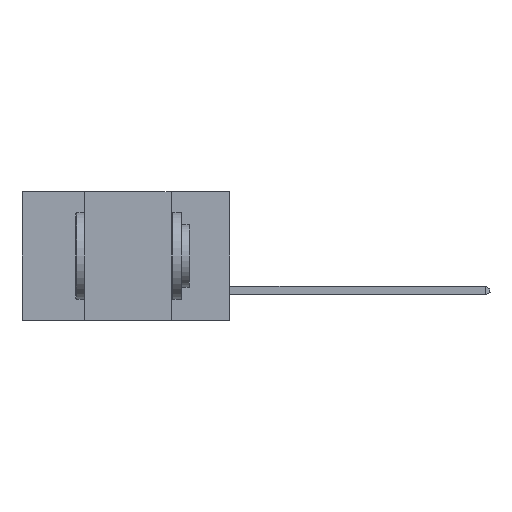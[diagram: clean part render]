
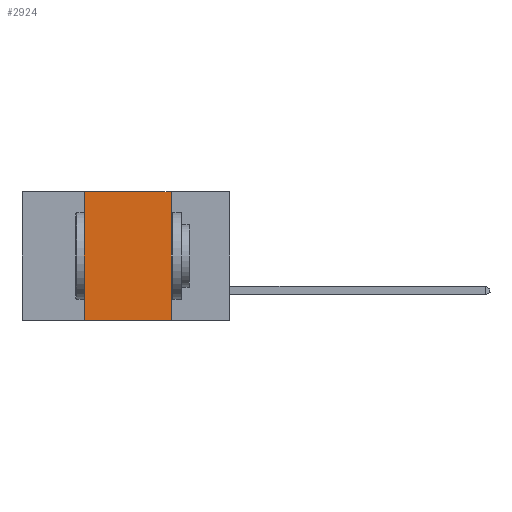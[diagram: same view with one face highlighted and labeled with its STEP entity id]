
A CAD part, left-side view. The second image highlights one B-rep face of the part: STEP entity #2924.
In plain terms, the highlighted planar face has unit normal (-1, 0, 0).
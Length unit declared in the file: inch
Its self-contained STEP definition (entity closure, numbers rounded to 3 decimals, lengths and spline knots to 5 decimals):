
#42 = VERTEX_POINT ( 'NONE', #10938 ) ;
#155 = LINE ( 'NONE', #9265, #8154 ) ;
#505 = DIRECTION ( 'NONE',  ( 0., 0., -1. ) ) ;
#943 = CARTESIAN_POINT ( 'NONE',  ( 0., 0.42, 0. ) ) ;
#1196 = PLANE ( 'NONE',  #17386 ) ;
#1198 = VECTOR ( 'NONE', #505, 39.37008 ) ;
#1861 = ORIENTED_EDGE ( 'NONE', *, *, #7532, .F. ) ;
#2377 = VECTOR ( 'NONE', #10463, 39.37008 ) ;
#2783 = EDGE_LOOP ( 'NONE', ( #9097, #16289, #1861, #14470 ) ) ;
#2924 = ADVANCED_FACE ( 'NONE', ( #13655 ), #1196, .F. ) ;
#3857 = VECTOR ( 'NONE', #18903, 39.37008 ) ;
#5368 = VERTEX_POINT ( 'NONE', #17312 ) ;
#5748 = CARTESIAN_POINT ( 'NONE',  ( 0., 0.42, 0. ) ) ;
#6359 = LINE ( 'NONE', #9275, #1198 ) ;
#7532 = EDGE_CURVE ( 'NONE', #42, #13489, #14645, .T. ) ;
#7734 = EDGE_CURVE ( 'NONE', #17174, #5368, #6359, .T. ) ;
#8141 = EDGE_CURVE ( 'NONE', #13489, #17174, #9492, .T. ) ;
#8154 = VECTOR ( 'NONE', #13562, 39.37008 ) ;
#8485 = DIRECTION ( 'NONE',  ( 0., 0., -1. ) ) ;
#8626 = CARTESIAN_POINT ( 'NONE',  ( 0., 0.6, 0. ) ) ;
#9097 = ORIENTED_EDGE ( 'NONE', *, *, #7734, .F. ) ;
#9265 = CARTESIAN_POINT ( 'NONE',  ( 0., 0.6, -0.37 ) ) ;
#9275 = CARTESIAN_POINT ( 'NONE',  ( 0., 0.17, 0. ) ) ;
#9492 = LINE ( 'NONE', #9924, #2377 ) ;
#9924 = CARTESIAN_POINT ( 'NONE',  ( 0., 0.6, 0. ) ) ;
#9979 = CARTESIAN_POINT ( 'NONE',  ( 0., 0.17, 0. ) ) ;
#10463 = DIRECTION ( 'NONE',  ( 0., -1., 0. ) ) ;
#10938 = CARTESIAN_POINT ( 'NONE',  ( 0., 0.42, -0.37 ) ) ;
#11903 = EDGE_CURVE ( 'NONE', #42, #5368, #155, .T. ) ;
#13489 = VERTEX_POINT ( 'NONE', #943 ) ;
#13562 = DIRECTION ( 'NONE',  ( 0., -1., 0. ) ) ;
#13655 = FACE_OUTER_BOUND ( 'NONE', #2783, .T. ) ;
#14454 = DIRECTION ( 'NONE',  ( 1., 0., 0. ) ) ;
#14470 = ORIENTED_EDGE ( 'NONE', *, *, #11903, .T. ) ;
#14645 = LINE ( 'NONE', #5748, #3857 ) ;
#16289 = ORIENTED_EDGE ( 'NONE', *, *, #8141, .F. ) ;
#17174 = VERTEX_POINT ( 'NONE', #9979 ) ;
#17312 = CARTESIAN_POINT ( 'NONE',  ( 0., 0.17, -0.37 ) ) ;
#17386 = AXIS2_PLACEMENT_3D ( 'NONE', #8626, #14454, #8485 ) ;
#18903 = DIRECTION ( 'NONE',  ( 0., 0., 1. ) ) ;
